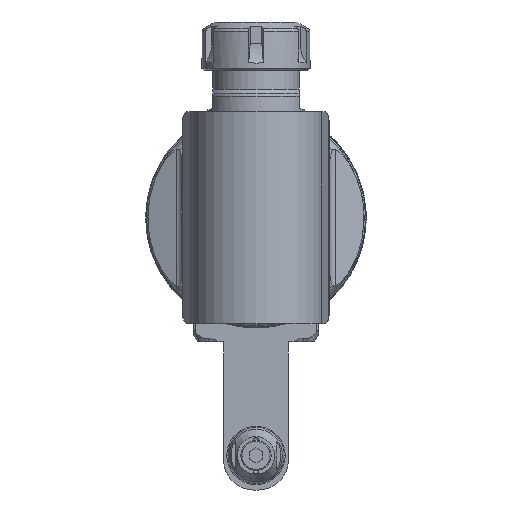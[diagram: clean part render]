
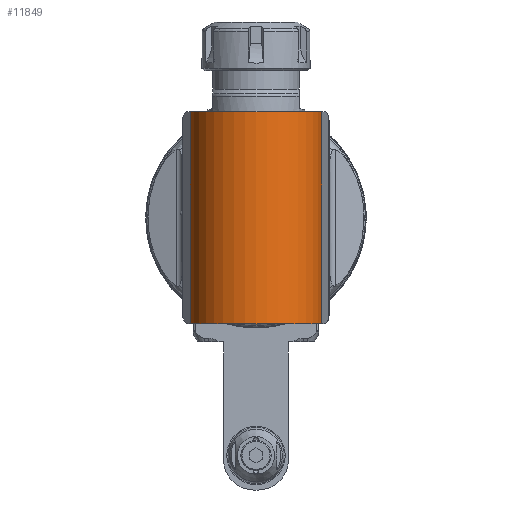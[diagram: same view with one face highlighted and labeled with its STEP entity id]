
A CAD part, front view. The second image highlights one B-rep face of the part: STEP entity #11849.
In plain terms, the highlighted cylindrical face has radius 31 mm (diameter 62 mm), a partial arc.
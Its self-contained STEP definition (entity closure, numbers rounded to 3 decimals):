
#753=LINE('',#17470,#1641);
#756=LINE('',#17538,#1644);
#1641=VECTOR('',#13914,98.);
#1644=VECTOR('',#13933,98.);
#2508=CYLINDRICAL_SURFACE('',#12594,31.);
#2687=FACE_OUTER_BOUND('',#3358,.T.);
#3358=EDGE_LOOP('',(#7941,#7942,#7943,#7944));
#4116=CIRCLE('',#12592,31.);
#4118=CIRCLE('',#12595,31.);
#4738=VERTEX_POINT('',#17467);
#4739=VERTEX_POINT('',#17469);
#4744=VERTEX_POINT('',#17495);
#4755=VERTEX_POINT('',#17537);
#6035=EDGE_CURVE('',#4739,#4738,#753,.T.);
#6043=EDGE_CURVE('',#4739,#4744,#4116,.T.);
#6055=EDGE_CURVE('',#4755,#4744,#756,.T.);
#6056=EDGE_CURVE('',#4755,#4738,#4118,.T.);
#7941=ORIENTED_EDGE('',*,*,#6055,.T.);
#7942=ORIENTED_EDGE('',*,*,#6043,.F.);
#7943=ORIENTED_EDGE('',*,*,#6035,.T.);
#7944=ORIENTED_EDGE('',*,*,#6056,.F.);
#11849=ADVANCED_FACE('',(#2687),#2508,.T.);
#12592=AXIS2_PLACEMENT_3D('',#17496,#13926,#13927);
#12594=AXIS2_PLACEMENT_3D('',#17536,#13931,#13932);
#12595=AXIS2_PLACEMENT_3D('',#17539,#13934,#13935);
#13914=DIRECTION('',(0.,1.,0.));
#13926=DIRECTION('center_axis',(0.,-1.,0.));
#13927=DIRECTION('ref_axis',(0.208,0.,-0.978));
#13931=DIRECTION('center_axis',(0.,1.,0.));
#13932=DIRECTION('ref_axis',(1.,0.,0.));
#13933=DIRECTION('',(0.,-1.,0.));
#13934=DIRECTION('center_axis',(0.,1.,0.));
#13935=DIRECTION('ref_axis',(0.208,0.,0.978));
#17467=CARTESIAN_POINT('',(284.508,49.,-30.323));
#17469=CARTESIAN_POINT('',(284.508,-49.,-30.323));
#17470=CARTESIAN_POINT('',(284.508,-49.,-30.323));
#17495=CARTESIAN_POINT('',(284.508,-49.,30.323));
#17496=CARTESIAN_POINT('Origin',(278.063,-49.,0.));
#17536=CARTESIAN_POINT('Origin',(278.063,49.,0.));
#17537=CARTESIAN_POINT('',(284.508,49.,30.323));
#17538=CARTESIAN_POINT('',(284.508,49.,30.323));
#17539=CARTESIAN_POINT('Origin',(278.063,49.,0.));
